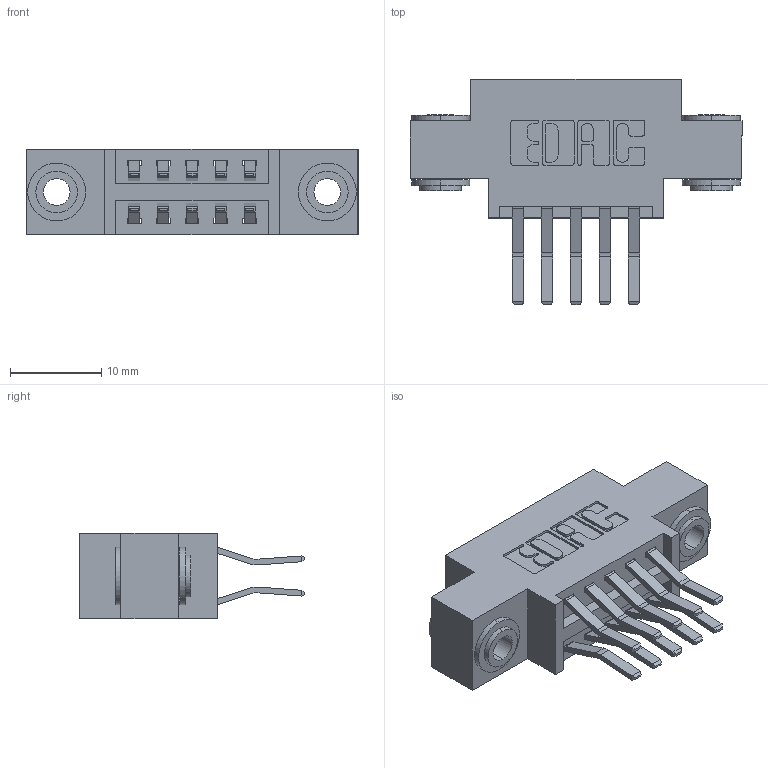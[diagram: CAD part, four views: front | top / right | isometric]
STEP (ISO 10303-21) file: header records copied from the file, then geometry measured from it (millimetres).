
FILE_DESCRIPTION (( 'STEP AP203' ), '1' );
FILE_NAME ('396-010-560-803.STEP', '2018-08-31T04:11:19', ( '' ), ( '' ), 'SwSTEP 2.0', 'SolidWorks 2016', '' );
FILE_SCHEMA (( 'CONFIG_CONTROL_DESIGN' ));
Length unit declared in the file: inch
Products named in the file (4): 346 Part_0.170 Offset - 0.156 Dia-TH; 345-292-001_560 Tail; 345-250-002_345-250-002-102; 396-010-560-803
Assembly tree (13 placements, depth 2):
  396-010-560-803
    346 Part_0.170 Offset - 0.156 Dia-TH
    345-292-001_560 Tail  x10
    345-250-002_345-250-002-102  x2
Bounding box: 36.45 x 24.78 x 9.4 mm (x, y, z)
Volume: 3197.2 mm3; surface area: 4381.9 mm2
Topology: 13 solids, 13 shells, 704 faces, 2027 edges, 1334 vertices
Faces by surface type: plane 440, cylinder 256, cone 8
Entity records: 9114 total; most frequent: CARTESIAN_POINT 1531, ORIENTED_EDGE 1458, DIRECTION 1435, EDGE_CURVE 729, VECTOR 549, LINE 549, VERTEX_POINT 482, AXIS2_PLACEMENT_3D 443
